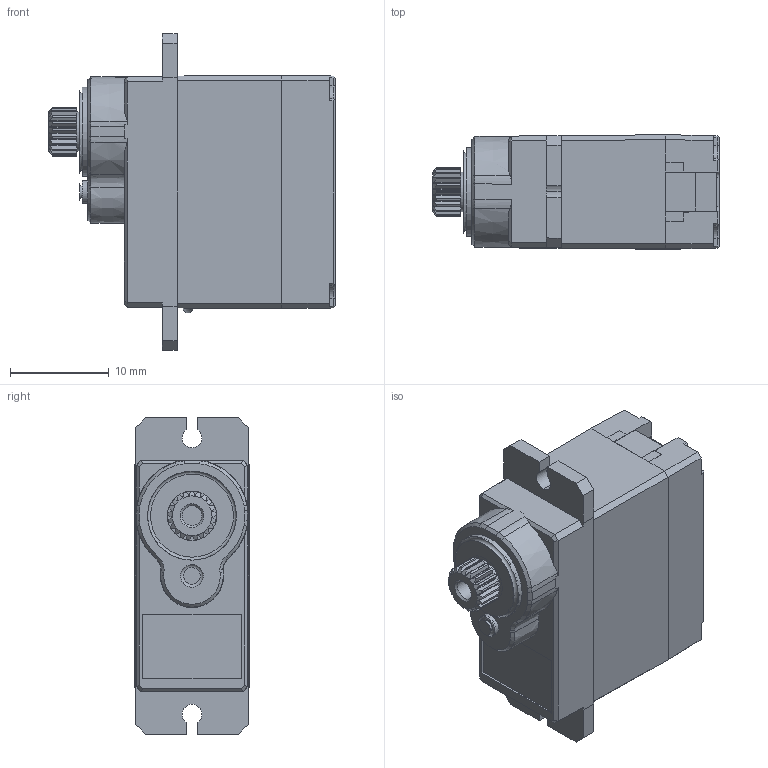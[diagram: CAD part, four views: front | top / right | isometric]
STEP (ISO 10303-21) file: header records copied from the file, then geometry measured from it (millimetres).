
FILE_DESCRIPTION(('HOOPS Exchange Step'),'2;1');
FILE_NAME('temp_export','2024-12-11T14:13:49+08:00',('donne'),('Shapr3D Limited'),'HOOPS Exchange 2024.6','Shapr3D','Authorized');
FILE_SCHEMA( ('AP242_MANAGED_MODEL_BASED_3D_ENGINEERING_MIM_LF {1 0 10303 442 1 1 4 }') );
Length unit declared in the file: millimetre
Products named in the file (4): 9g; DS031MG尺寸三维图.stp; Pan mount.step; root
Assembly tree (3 placements, depth 4):
  root
    Pan mount.step
      DS031MG尺寸三维图.stp
        9g
Bounding box: 29 x 11.56 x 32.1 mm (x, y, z)
Volume: 6255.7 mm3; surface area: 4399.4 mm2
Topology: 8 solids, 8 shells, 1031 faces, 2956 edges, 1968 vertices
Faces by surface type: plane 441, cylinder 391, bspline 112, cone 79, torus 8
Full cylindrical faces by diameter (mm): 0.349 x1, 0.36 x1, 0.8 x4, 1.1 x4, 1.15 x4, 1.2 x2, 1.4 x1, 2 x1, 2.3 x1, 4 x1, 5 x3, 6.3 x1, 8 x2, 9 x1
Entity records: 37542 total; most frequent: CARTESIAN_POINT 10871, ORIENTED_EDGE 5896, DIRECTION 5254, EDGE_CURVE 2948, VERTEX_POINT 1964, AXIS2_PLACEMENT_3D 1909, VECTOR 1436, LINE 1436
